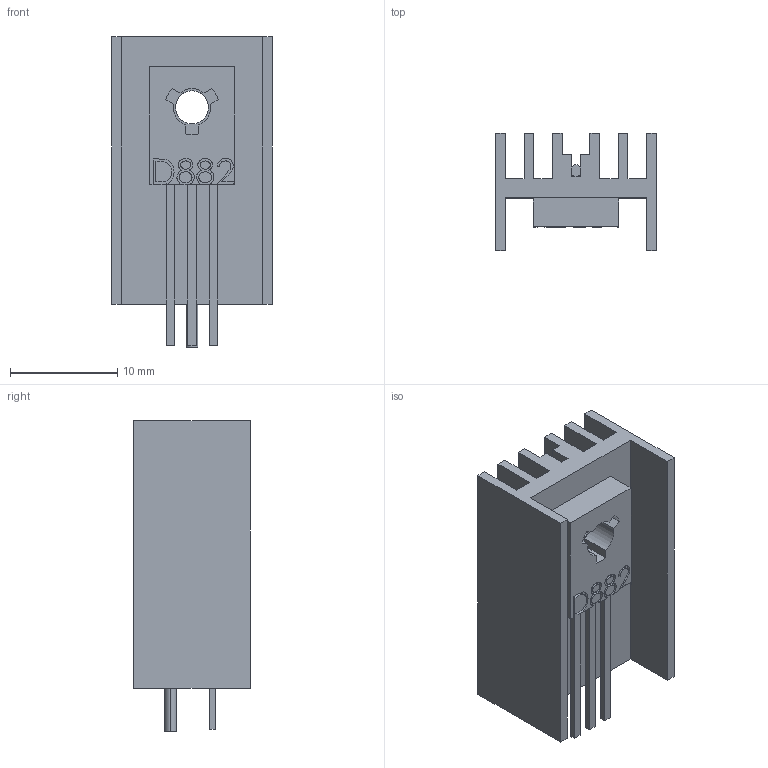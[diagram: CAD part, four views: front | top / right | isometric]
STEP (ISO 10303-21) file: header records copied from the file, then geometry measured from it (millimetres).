
FILE_DESCRIPTION (( 'STEP AP214' ), '1' );
FILE_NAME ('Òðàíçèñòîð ñèëîâîé.STEP', '2022-10-04T12:33:03', ( '' ), ( '' ), 'SwSTEP 2.0', 'SolidWorks 2021', '' );
FILE_SCHEMA (( 'AUTOMOTIVE_DESIGN' ));
Length unit declared in the file: millimetre
Products named in the file (3): D882; Òðàíçèñòîð ñèëîâîé; 冓儰僗闉
Assembly tree (2 placements, depth 2):
  Òðàíçèñòîð ñèëîâîé
    冓儰僗闉
    D882
Bounding box: 15 x 10.91 x 29 mm (x, y, z)
Volume: 1771.5 mm3; surface area: 3177.4 mm2
Topology: 3 solids, 3 shells, 147 faces, 402 edges, 268 vertices
Faces by surface type: plane 89, bspline 47, cylinder 11
Entity records: 8742 total; most frequent: CARTESIAN_POINT 3717, ORIENTED_EDGE 804, DIRECTION 548, EDGE_CURVE 402, LINE 278, VECTOR 278, VERTEX_POINT 268, EDGE_LOOP 158
